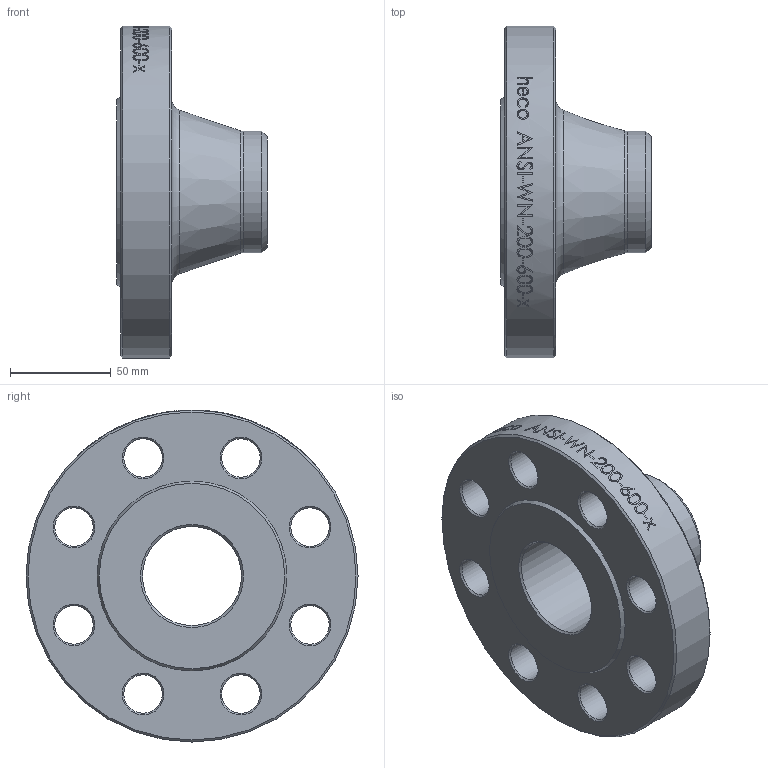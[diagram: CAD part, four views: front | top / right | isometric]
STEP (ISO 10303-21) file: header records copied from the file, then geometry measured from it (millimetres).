
FILE_DESCRIPTION (( 'STEP AP214' ), '1' );
FILE_NAME ('ANSI-WN-200-600-x Vorschweissflansch ASME B16.5 Class600 2102.STEP', '2021-02-11T14:14:23', ( '' ), ( '' ), 'SwSTEP 2.0', 'SolidWorks 2019', '' );
FILE_SCHEMA (( 'AUTOMOTIVE_DESIGN' ));
Length unit declared in the file: millimetre
Products named in the file (1): ANSI-WN-200-600-x Vorschweissflansch ASME B16.5 Class600 2102
Bounding box: 75 x 165 x 165 mm (x, y, z)
Volume: 535464.5 mm3; surface area: 77998.4 mm2
Topology: 1 solids, 1 shells, 68 faces, 296 edges, 260 vertices
Faces by surface type: cylinder 40, cone 22, plane 4, torus 2
Full cylindrical faces by diameter (mm): 19.1 x8, 49.22 x1, 60.3 x1, 165 x1
Entity records: 7549 total; most frequent: CARTESIAN_POINT 5084, ORIENTED_EDGE 496, DIRECTION 336, EDGE_CURVE 248, VERTEX_POINT 248, AXIS2_PLACEMENT_3D 156, EDGE_LOOP 152, B_SPLINE_CURVE_WITH_KNOTS 137
